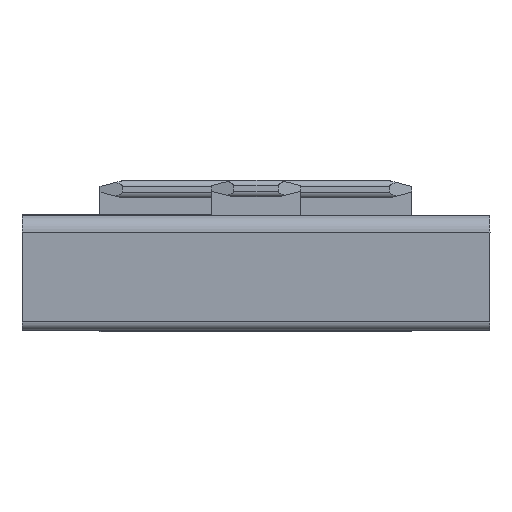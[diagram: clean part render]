
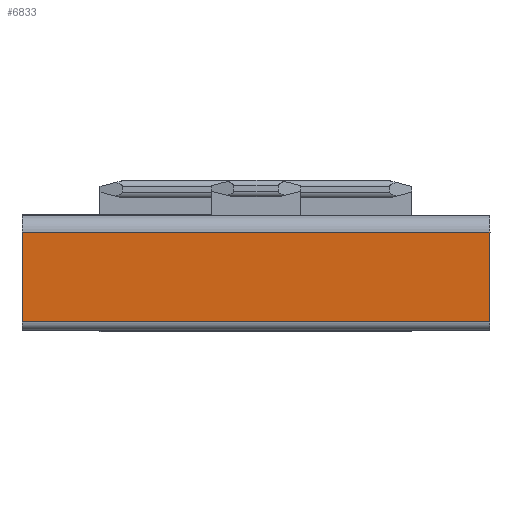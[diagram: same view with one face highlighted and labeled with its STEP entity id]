
A CAD part, top view. The second image highlights one B-rep face of the part: STEP entity #6833.
In plain terms, the highlighted planar face has unit normal (0, -0.052, 0.999).
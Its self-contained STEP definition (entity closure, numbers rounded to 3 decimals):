
#1403=DIRECTION('',(0.,0.999,0.052));
#1404=VECTOR('',#1403,8.053);
#1405=CARTESIAN_POINT('',(-3.25,-114.042,
54.477));
#1406=LINE('',#1405,#1404);
#1429=DIRECTION('',(0.,-0.999,-0.052));
#1430=VECTOR('',#1429,8.053);
#1431=CARTESIAN_POINT('',(-45.25,-106.,
54.899));
#1432=LINE('',#1431,#1430);
#1880=DIRECTION('',(1.,0.,0.));
#1881=VECTOR('',#1880,42.);
#1882=CARTESIAN_POINT('',(-45.25,-106.,
54.899));
#1883=LINE('',#1882,#1881);
#1884=DIRECTION('',(1.,0.,0.));
#1885=VECTOR('',#1884,42.);
#1886=CARTESIAN_POINT('',(-45.25,-114.042,
54.477));
#1887=LINE('',#1886,#1885);
#5303=CARTESIAN_POINT('',(-3.25,-114.042,
54.477));
#5304=VERTEX_POINT('',#5303);
#5305=CARTESIAN_POINT('',(-3.25,-106.,
54.898));
#5306=VERTEX_POINT('',#5305);
#5315=CARTESIAN_POINT('',(-45.25,-106.,
54.899));
#5316=VERTEX_POINT('',#5315);
#5317=CARTESIAN_POINT('',(-45.25,-114.042,
54.477));
#5318=VERTEX_POINT('',#5317);
#6821=CARTESIAN_POINT('',(-24.25,-110.021,
54.688));
#6822=DIRECTION('',(0.,-0.052,0.999));
#6823=DIRECTION('',(0.,0.999,0.052));
#6824=AXIS2_PLACEMENT_3D('',#6821,#6822,#6823);
#6825=PLANE('',#6824);
#6826=ORIENTED_EDGE('',*,*,#6814,.T.);
#6827=ORIENTED_EDGE('',*,*,#6455,.F.);
#6829=ORIENTED_EDGE('',*,*,#6828,.F.);
#6830=ORIENTED_EDGE('',*,*,#6490,.F.);
#6831=EDGE_LOOP('',(#6826,#6827,#6829,#6830));
#6832=FACE_OUTER_BOUND('',#6831,.F.);
#6455=EDGE_CURVE('',#5304,#5306,#1406,.T.);
#6490=EDGE_CURVE('',#5316,#5318,#1432,.T.);
#6814=EDGE_CURVE('',#5316,#5306,#1883,.T.);
#6828=EDGE_CURVE('',#5318,#5304,#1887,.T.);
#6833=ADVANCED_FACE('',(#6832),#6825,.T.);
